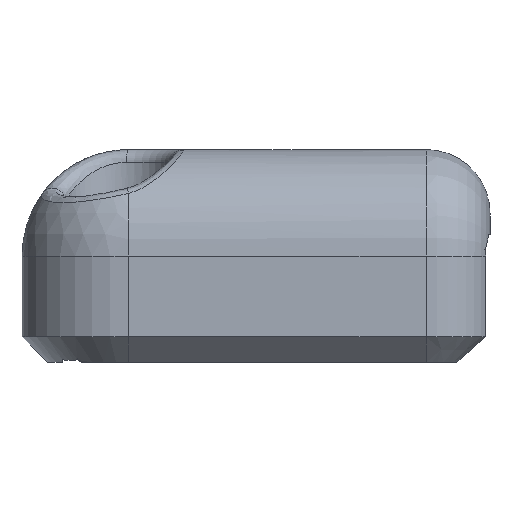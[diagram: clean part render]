
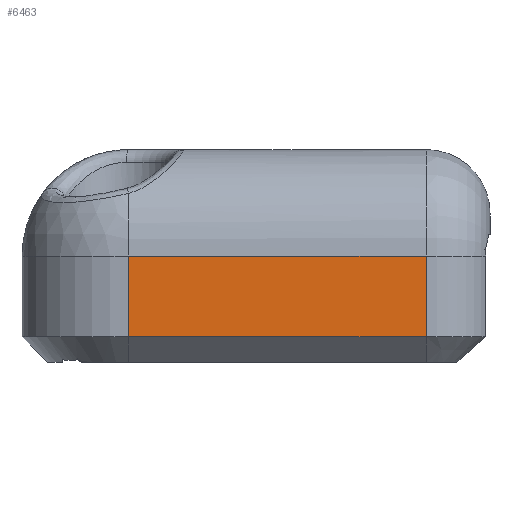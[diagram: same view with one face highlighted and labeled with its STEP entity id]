
A CAD part, front view. The second image highlights one B-rep face of the part: STEP entity #6463.
In plain terms, the highlighted planar face has unit normal (0, -1, 0).
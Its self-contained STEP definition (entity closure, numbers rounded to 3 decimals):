
#803 = VERTEX_POINT('',#804);
#804 = CARTESIAN_POINT('',(17.,-2.,29.));
#820 = CYLINDRICAL_SURFACE('',#821,3.);
#821 = AXIS2_PLACEMENT_3D('',#822,#823,#824);
#822 = CARTESIAN_POINT('',(17.,1.,24.));
#823 = DIRECTION('',(0.,0.,1.));
#824 = DIRECTION('',(0.,-1.,0.));
#848 = CYLINDRICAL_SURFACE('',#849,5.);
#849 = AXIS2_PLACEMENT_3D('',#850,#851,#852);
#850 = CARTESIAN_POINT('',(-2.,3.,29.));
#851 = DIRECTION('',(1.,0.,0.));
#852 = DIRECTION('',(0.,-1.,0.));
#3369 = EDGE_CURVE('',#3370,#803,#3372,.T.);
#3370 = VERTEX_POINT('',#3371);
#3371 = CARTESIAN_POINT('',(17.,-2.,25.2));
#3372 = SURFACE_CURVE('',#3373,(#3377,#3384),.PCURVE_S1.);
#3373 = LINE('',#3374,#3375);
#3374 = CARTESIAN_POINT('',(17.,-2.,24.));
#3375 = VECTOR('',#3376,1.);
#3376 = DIRECTION('',(0.,0.,1.));
#3377 = PCURVE('',#820,#3378);
#3378 = DEFINITIONAL_REPRESENTATION('',(#3379),#3383);
#3379 = LINE('',#3380,#3381);
#3380 = CARTESIAN_POINT('',(0.,0.));
#3381 = VECTOR('',#3382,1.);
#3382 = DIRECTION('',(0.,1.));
#3383 = ( GEOMETRIC_REPRESENTATION_CONTEXT(2) 
PARAMETRIC_REPRESENTATION_CONTEXT() REPRESENTATION_CONTEXT('2D SPACE',''
  ) );
#3384 = PCURVE('',#3385,#3390);
#3385 = PLANE('',#3386);
#3386 = AXIS2_PLACEMENT_3D('',#3387,#3388,#3389);
#3387 = CARTESIAN_POINT('',(-2.,-2.,24.));
#3388 = DIRECTION('',(0.,1.,0.));
#3389 = DIRECTION('',(0.,0.,1.));
#3390 = DEFINITIONAL_REPRESENTATION('',(#3391),#3395);
#3391 = LINE('',#3392,#3393);
#3392 = CARTESIAN_POINT('',(0.,19.));
#3393 = VECTOR('',#3394,1.);
#3394 = DIRECTION('',(1.,0.));
#3395 = ( GEOMETRIC_REPRESENTATION_CONTEXT(2) 
PARAMETRIC_REPRESENTATION_CONTEXT() REPRESENTATION_CONTEXT('2D SPACE',''
  ) );
#3573 = VERTEX_POINT('',#3574);
#3574 = CARTESIAN_POINT('',(3.,-2.,29.));
#3811 = EDGE_CURVE('',#3573,#803,#3812,.T.);
#3812 = SURFACE_CURVE('',#3813,(#3817,#3824),.PCURVE_S1.);
#3813 = LINE('',#3814,#3815);
#3814 = CARTESIAN_POINT('',(-2.,-2.,29.));
#3815 = VECTOR('',#3816,1.);
#3816 = DIRECTION('',(1.,0.,0.));
#3817 = PCURVE('',#848,#3818);
#3818 = DEFINITIONAL_REPRESENTATION('',(#3819),#3823);
#3819 = LINE('',#3820,#3821);
#3820 = CARTESIAN_POINT('',(-0.,0.));
#3821 = VECTOR('',#3822,1.);
#3822 = DIRECTION('',(-0.,1.));
#3823 = ( GEOMETRIC_REPRESENTATION_CONTEXT(2) 
PARAMETRIC_REPRESENTATION_CONTEXT() REPRESENTATION_CONTEXT('2D SPACE',''
  ) );
#3824 = PCURVE('',#3385,#3825);
#3825 = DEFINITIONAL_REPRESENTATION('',(#3826),#3830);
#3826 = LINE('',#3827,#3828);
#3827 = CARTESIAN_POINT('',(5.,0.));
#3828 = VECTOR('',#3829,1.);
#3829 = DIRECTION('',(0.,1.));
#3830 = ( GEOMETRIC_REPRESENTATION_CONTEXT(2) 
PARAMETRIC_REPRESENTATION_CONTEXT() REPRESENTATION_CONTEXT('2D SPACE',''
  ) );
#4342 = VERTEX_POINT('',#4343);
#4343 = CARTESIAN_POINT('',(3.,-2.,25.2));
#4356 = PLANE('',#4357);
#4357 = AXIS2_PLACEMENT_3D('',#4358,#4359,#4360);
#4358 = CARTESIAN_POINT('',(3.,-1.4,24.6));
#4359 = DIRECTION('',(0.,-0.707,-0.707));
#4360 = DIRECTION('',(1.,0.,0.));
#4382 = CYLINDRICAL_SURFACE('',#4383,5.);
#4383 = AXIS2_PLACEMENT_3D('',#4384,#4385,#4386);
#4384 = CARTESIAN_POINT('',(3.,3.,24.));
#4385 = DIRECTION('',(0.,0.,1.));
#4386 = DIRECTION('',(-1.,0.,0.));
#6463 = ADVANCED_FACE('',(#6464),#3385,.F.);
#6464 = FACE_BOUND('',#6465,.F.);
#6465 = EDGE_LOOP('',(#6466,#6467,#6488,#6509));
#6466 = ORIENTED_EDGE('',*,*,#3369,.F.);
#6467 = ORIENTED_EDGE('',*,*,#6468,.F.);
#6468 = EDGE_CURVE('',#4342,#3370,#6469,.T.);
#6469 = SURFACE_CURVE('',#6470,(#6474,#6481),.PCURVE_S1.);
#6470 = LINE('',#6471,#6472);
#6471 = CARTESIAN_POINT('',(3.,-2.,25.2));
#6472 = VECTOR('',#6473,1.);
#6473 = DIRECTION('',(1.,0.,0.));
#6474 = PCURVE('',#3385,#6475);
#6475 = DEFINITIONAL_REPRESENTATION('',(#6476),#6480);
#6476 = LINE('',#6477,#6478);
#6477 = CARTESIAN_POINT('',(1.2,5.));
#6478 = VECTOR('',#6479,1.);
#6479 = DIRECTION('',(0.,1.));
#6480 = ( GEOMETRIC_REPRESENTATION_CONTEXT(2) 
PARAMETRIC_REPRESENTATION_CONTEXT() REPRESENTATION_CONTEXT('2D SPACE',''
  ) );
#6481 = PCURVE('',#4356,#6482);
#6482 = DEFINITIONAL_REPRESENTATION('',(#6483),#6487);
#6483 = LINE('',#6484,#6485);
#6484 = CARTESIAN_POINT('',(0.,0.849));
#6485 = VECTOR('',#6486,1.);
#6486 = DIRECTION('',(1.,0.));
#6487 = ( GEOMETRIC_REPRESENTATION_CONTEXT(2) 
PARAMETRIC_REPRESENTATION_CONTEXT() REPRESENTATION_CONTEXT('2D SPACE',''
  ) );
#6488 = ORIENTED_EDGE('',*,*,#6489,.T.);
#6489 = EDGE_CURVE('',#4342,#3573,#6490,.T.);
#6490 = SURFACE_CURVE('',#6491,(#6495,#6502),.PCURVE_S1.);
#6491 = LINE('',#6492,#6493);
#6492 = CARTESIAN_POINT('',(3.,-2.,24.));
#6493 = VECTOR('',#6494,1.);
#6494 = DIRECTION('',(0.,0.,1.));
#6495 = PCURVE('',#3385,#6496);
#6496 = DEFINITIONAL_REPRESENTATION('',(#6497),#6501);
#6497 = LINE('',#6498,#6499);
#6498 = CARTESIAN_POINT('',(0.,5.));
#6499 = VECTOR('',#6500,1.);
#6500 = DIRECTION('',(1.,0.));
#6501 = ( GEOMETRIC_REPRESENTATION_CONTEXT(2) 
PARAMETRIC_REPRESENTATION_CONTEXT() REPRESENTATION_CONTEXT('2D SPACE',''
  ) );
#6502 = PCURVE('',#4382,#6503);
#6503 = DEFINITIONAL_REPRESENTATION('',(#6504),#6508);
#6504 = LINE('',#6505,#6506);
#6505 = CARTESIAN_POINT('',(1.571,0.));
#6506 = VECTOR('',#6507,1.);
#6507 = DIRECTION('',(0.,1.));
#6508 = ( GEOMETRIC_REPRESENTATION_CONTEXT(2) 
PARAMETRIC_REPRESENTATION_CONTEXT() REPRESENTATION_CONTEXT('2D SPACE',''
  ) );
#6509 = ORIENTED_EDGE('',*,*,#3811,.T.);
